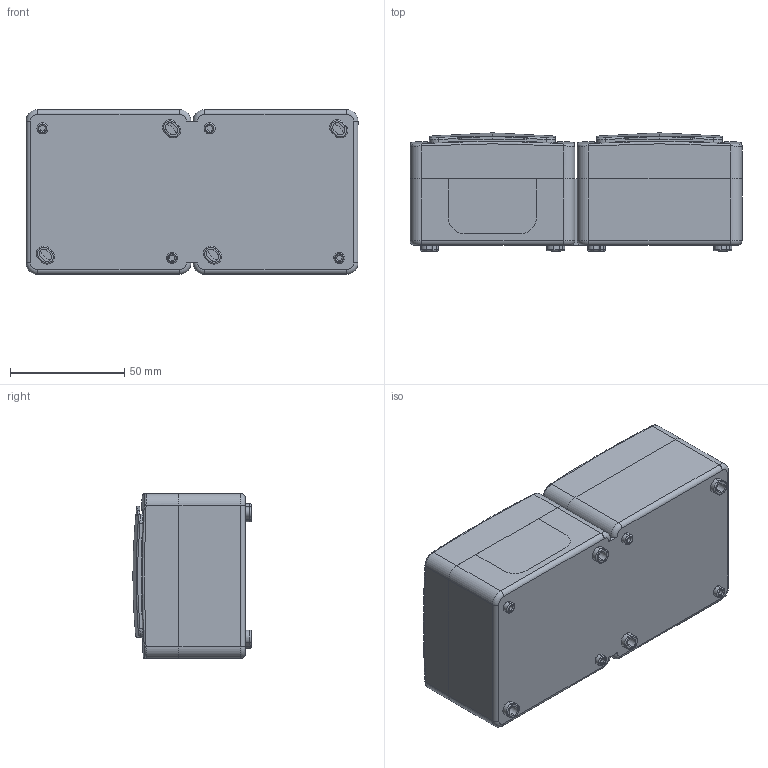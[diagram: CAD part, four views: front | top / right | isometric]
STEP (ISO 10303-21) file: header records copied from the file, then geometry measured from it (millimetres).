
FILE_DESCRIPTION (( 'STEP AP203' ), '1' );
FILE_NAME ('ERMP22-K03-16-54-EC ÐÑá22-3-ÃÏÁä ðîç 2ì ñ ç_ê î_ó IP54 (öâåò êðûøêè-äûì÷àòûé) ÃÅÐÌÅÑ PLUS.STEP', '2016-11-24T12:20:53', ( '' ), ( '' ), 'SwSTEP 2.0', 'SolidWorks 2014', '' );
FILE_SCHEMA (( 'CONFIG_CONTROL_DESIGN' ));
Length unit declared in the file: millimetre
Products named in the file (2): ERMP22-K03-16-54-EC ÐÑá22-3-ÃÏÁä ðîç 2ì ñ ç_ê î_ó  IP54 (öâåò êðûøêè-äûì÷àòûé) ÃÅÐÌÅÑ PLUS
Bounding box: 145 x 51.6 x 72 mm (x, y, z)
Volume: 120876.6 mm3; surface area: 145048.1 mm2
Topology: 7 solids, 7 shells, 974 faces, 2544 edges, 1614 vertices
Faces by surface type: plane 446, cylinder 338, torus 102, bspline 58, sphere 30
Entity records: 33551 total; most frequent: CARTESIAN_POINT 9370, DIRECTION 5078, ORIENTED_EDGE 5060, EDGE_CURVE 2530, AXIS2_PLACEMENT_3D 1850, VERTEX_POINT 1614, VECTOR 1378, LINE 1378
